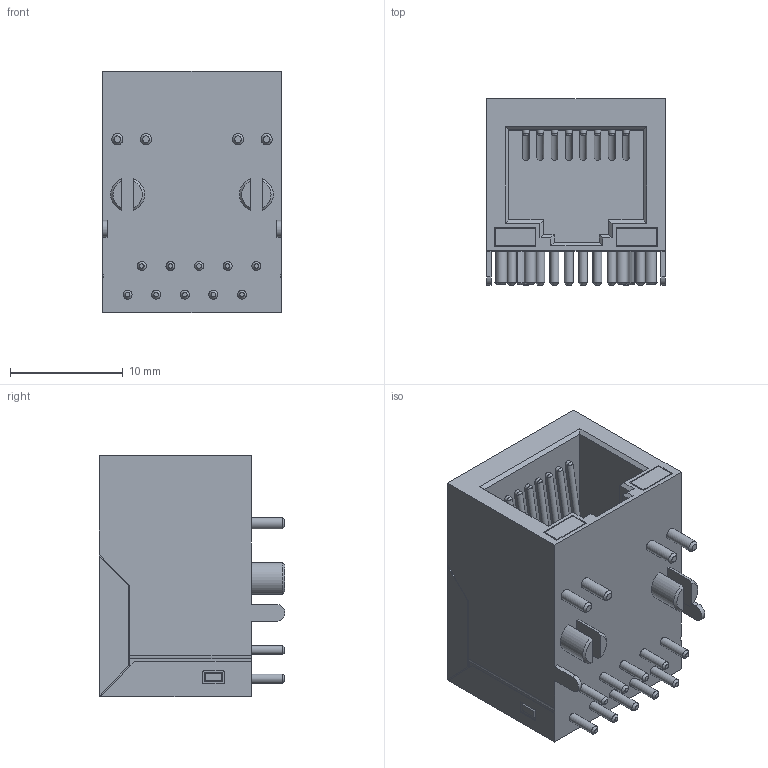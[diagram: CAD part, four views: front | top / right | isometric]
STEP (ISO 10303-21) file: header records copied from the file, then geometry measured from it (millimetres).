
FILE_DESCRIPTION(/* description */ ('STEP AP214'),/* implementation_level */ '2;1');
FILE_NAME(/* name */ 'RJ-45 PoE.stp',/* time_stamp */ '2023-04-04T07:52:39+06:00',/* author */ ('danil'),/* organization */ (''),/* preprocessor_version */ 'ST-DEVELOPER v18.1',/* originating_system */ 'Autodesk Inventor 2022',/* authorisation */ '');
FILE_SCHEMA (('AUTOMOTIVE_DESIGN { 1 0 10303 214 3 1 1 }'));
Length unit declared in the file: millimetre
Products named in the file (1): User Library-HR911130A
Bounding box: 15.88 x 16.5 x 21.4 mm (x, y, z)
Volume: 3011.5 mm3; surface area: 2926.2 mm2
Topology: 3 solids, 3 shells, 235 faces, 596 edges, 374 vertices
Faces by surface type: plane 151, cylinder 54, cone 22, bspline 8
Full cylindrical faces by diameter (mm): 0.8 x10, 1 x4
Entity records: 7435 total; most frequent: CARTESIAN_POINT 1540, DIRECTION 1172, ORIENTED_EDGE 1156, EDGE_CURVE 578, LINE 424, VECTOR 424, VERTEX_POINT 374, AXIS2_PLACEMENT_3D 374
